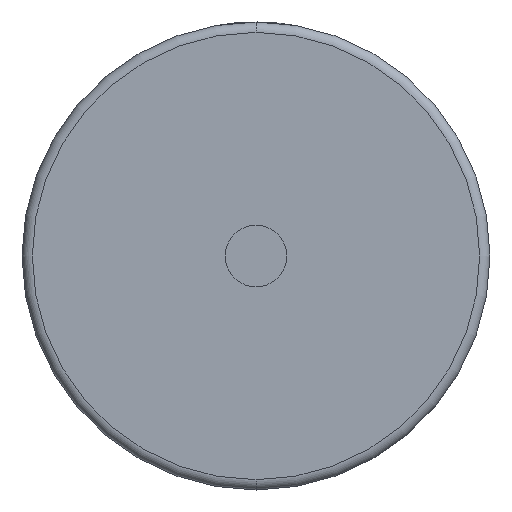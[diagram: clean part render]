
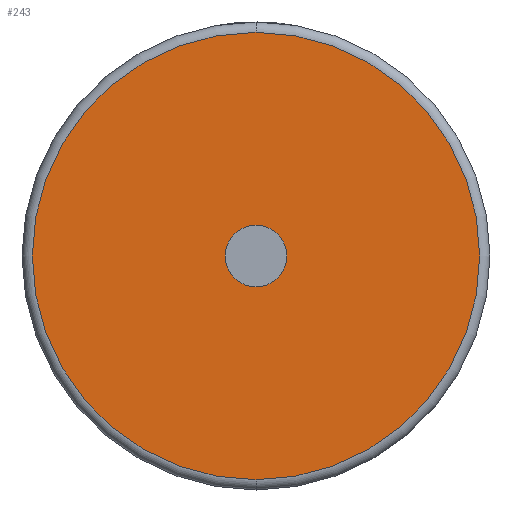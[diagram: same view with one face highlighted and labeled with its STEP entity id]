
A CAD part, front view. The second image highlights one B-rep face of the part: STEP entity #243.
In plain terms, the highlighted planar face has unit normal (0, -1, 0).
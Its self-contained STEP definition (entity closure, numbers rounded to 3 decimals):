
#49 = ORIENTED_EDGE ( 'NONE', *, *, #2462, .T. ) ;
#201 = DIRECTION ( 'NONE',  ( 0., -1., 0. ) ) ;
#243 = ADVANCED_FACE ( 'NONE', ( #1436, #1823 ), #1218, .F. ) ;
#322 = ORIENTED_EDGE ( 'NONE', *, *, #597, .F. ) ;
#487 = CARTESIAN_POINT ( 'NONE',  ( 0., 0., 0. ) ) ;
#501 = DIRECTION ( 'NONE',  ( 0., 0., 1. ) ) ;
#508 = CIRCLE ( 'NONE', #2706, 6. ) ;
#522 = ORIENTED_EDGE ( 'NONE', *, *, #2780, .T. ) ;
#533 = AXIS2_PLACEMENT_3D ( 'NONE', #487, #2257, #808 ) ;
#597 = EDGE_CURVE ( 'NONE', #1085, #2847, #508, .T. ) ;
#737 = CARTESIAN_POINT ( 'NONE',  ( 0., 0., 43.5 ) ) ;
#789 = DIRECTION ( 'NONE',  ( 0., 0., 1. ) ) ;
#808 = DIRECTION ( 'NONE',  ( 0., 0., 1. ) ) ;
#945 = VERTEX_POINT ( 'NONE', #737 ) ;
#1025 = CARTESIAN_POINT ( 'NONE',  ( 0., 0., 6. ) ) ;
#1085 = VERTEX_POINT ( 'NONE', #1025 ) ;
#1124 = CARTESIAN_POINT ( 'NONE',  ( 0., 0., -6. ) ) ;
#1218 = PLANE ( 'NONE',  #3624 ) ;
#1349 = EDGE_CURVE ( 'NONE', #2847, #1085, #2079, .T. ) ;
#1436 = FACE_OUTER_BOUND ( 'NONE', #2114, .T. ) ;
#1437 = CIRCLE ( 'NONE', #2769, 43.5 ) ;
#1468 = EDGE_LOOP ( 'NONE', ( #322, #2664 ) ) ;
#1529 = DIRECTION ( 'NONE',  ( 0., -1., 0. ) ) ;
#1642 = DIRECTION ( 'NONE',  ( 0., 1., 0. ) ) ;
#1704 = CARTESIAN_POINT ( 'NONE',  ( 0., 0., 0. ) ) ;
#1733 = DIRECTION ( 'NONE',  ( 0., 0., 1. ) ) ;
#1823 = FACE_BOUND ( 'NONE', #1468, .T. ) ;
#2001 = DIRECTION ( 'NONE',  ( 0., -1., 0. ) ) ;
#2079 = CIRCLE ( 'NONE', #2299, 6. ) ;
#2114 = EDGE_LOOP ( 'NONE', ( #49, #522 ) ) ;
#2257 = DIRECTION ( 'NONE',  ( 0., -1., 0. ) ) ;
#2299 = AXIS2_PLACEMENT_3D ( 'NONE', #3257, #1529, #2420 ) ;
#2420 = DIRECTION ( 'NONE',  ( 0., 0., 1. ) ) ;
#2462 = EDGE_CURVE ( 'NONE', #945, #2928, #1437, .T. ) ;
#2664 = ORIENTED_EDGE ( 'NONE', *, *, #1349, .F. ) ;
#2706 = AXIS2_PLACEMENT_3D ( 'NONE', #3752, #201, #1733 ) ;
#2769 = AXIS2_PLACEMENT_3D ( 'NONE', #1704, #2001, #789 ) ;
#2780 = EDGE_CURVE ( 'NONE', #2928, #945, #3369, .T. ) ;
#2831 = CARTESIAN_POINT ( 'NONE',  ( 0., 0., -43.5 ) ) ;
#2847 = VERTEX_POINT ( 'NONE', #1124 ) ;
#2928 = VERTEX_POINT ( 'NONE', #2831 ) ;
#3257 = CARTESIAN_POINT ( 'NONE',  ( 0., 0., 0. ) ) ;
#3369 = CIRCLE ( 'NONE', #533, 43.5 ) ;
#3406 = CARTESIAN_POINT ( 'NONE',  ( 0., 0., 0. ) ) ;
#3624 = AXIS2_PLACEMENT_3D ( 'NONE', #3406, #1642, #501 ) ;
#3752 = CARTESIAN_POINT ( 'NONE',  ( 0., 0., 0. ) ) ;
